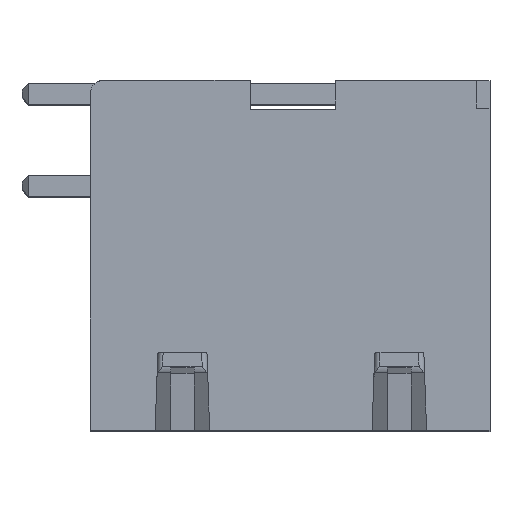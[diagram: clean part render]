
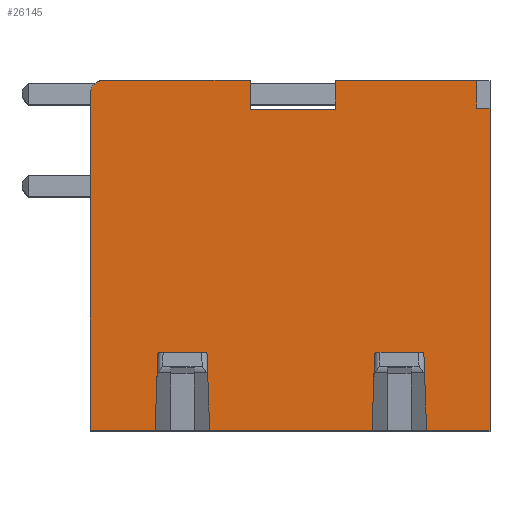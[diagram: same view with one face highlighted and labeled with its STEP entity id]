
A CAD part, top view. The second image highlights one B-rep face of the part: STEP entity #26145.
In plain terms, the highlighted planar face has unit normal (0, 0, 1).
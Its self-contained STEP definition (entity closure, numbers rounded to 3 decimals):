
#6617=DIRECTION('',(-1.,0.,0.));
#6618=VECTOR('',#6617,5.39);
#6619=CARTESIAN_POINT('',(11.703,13.3,33.7));
#6620=LINE('',#6619,#6618);
#6713=DIRECTION('',(0.,-1.,0.));
#6714=VECTOR('',#6713,1.092);
#6715=CARTESIAN_POINT('',(6.313,13.3,33.7));
#6716=LINE('',#6715,#6714);
#6789=DIRECTION('',(0.,1.,0.));
#6790=VECTOR('',#6789,1.092);
#6791=CARTESIAN_POINT('',(3.074,12.208,33.7));
#6792=LINE('',#6791,#6790);
#7021=DIRECTION('',(-1.,0.,0.));
#7022=VECTOR('',#7021,5.716);
#7023=CARTESIAN_POINT('',(3.074,13.3,33.7));
#7024=LINE('',#7023,#7022);
#7217=DIRECTION('',(0.,-1.,0.));
#7218=VECTOR('',#7217,0.02);
#7219=CARTESIAN_POINT('',(-2.641,13.3,33.7));
#7220=LINE('',#7219,#7218);
#8883=DIRECTION('',(-1.,0.,0.));
#8884=VECTOR('',#8883,3.238);
#8885=CARTESIAN_POINT('',(6.313,12.208,33.7));
#8886=LINE('',#8885,#8884);
#8887=DIRECTION('',(-0.035,-0.999,0.));
#8888=VECTOR('',#8887,2.716);
#8889=CARTESIAN_POINT('',(-0.443,2.714,33.7));
#8890=LINE('',#8889,#8888);
#8891=DIRECTION('',(-1.,0.,0.));
#8892=VECTOR('',#8891,2.463);
#8893=CARTESIAN_POINT('',(-0.537,0.,33.7));
#8894=LINE('',#8893,#8892);
#8895=DIRECTION('',(0.,1.,0.));
#8896=VECTOR('',#8895,12.8);
#8897=CARTESIAN_POINT('',(-3.,0.,33.7));
#8898=LINE('',#8897,#8896);
#8899=CARTESIAN_POINT('',(-2.5,12.8,33.7));
#8900=DIRECTION('',(0.,0.,-1.));
#8901=DIRECTION('',(-1.,0.,0.));
#8902=AXIS2_PLACEMENT_3D('',#8899,#8900,#8901);
#8904=DIRECTION('',(0.,-1.,0.));
#8905=VECTOR('',#8904,12.25);
#8906=CARTESIAN_POINT('',(12.2,12.25,33.7));
#8907=LINE('',#8906,#8905);
#8908=DIRECTION('',(-1.,0.,0.));
#8909=VECTOR('',#8908,2.413);
#8910=CARTESIAN_POINT('',(12.2,0.,33.7));
#8911=LINE('',#8910,#8909);
#8912=DIRECTION('',(-0.035,0.999,0.));
#8913=VECTOR('',#8912,2.716);
#8914=CARTESIAN_POINT('',(9.787,0.,33.7));
#8915=LINE('',#8914,#8913);
#8916=DIRECTION('',(-0.035,-0.999,0.));
#8917=VECTOR('',#8916,2.716);
#8918=CARTESIAN_POINT('',(7.807,2.714,33.7));
#8919=LINE('',#8918,#8917);
#8920=DIRECTION('',(-1.,0.,0.));
#8921=VECTOR('',#8920,6.175);
#8922=CARTESIAN_POINT('',(7.713,0.,33.7));
#8923=LINE('',#8922,#8921);
#8924=DIRECTION('',(-0.035,0.999,0.));
#8925=VECTOR('',#8924,2.716);
#8926=CARTESIAN_POINT('',(1.537,0.,33.7));
#8927=LINE('',#8926,#8925);
#8952=DIRECTION('',(1.,0.,0.));
#8953=VECTOR('',#8952,1.885);
#8954=CARTESIAN_POINT('',(-0.443,2.714,33.7));
#8955=LINE('',#8954,#8953);
#9109=DIRECTION('',(0.,1.,0.));
#9110=VECTOR('',#9109,1.05);
#9111=CARTESIAN_POINT('',(11.703,12.25,33.7));
#9112=LINE('',#9111,#9110);
#9125=DIRECTION('',(-1.,0.,0.));
#9126=VECTOR('',#9125,0.497);
#9127=CARTESIAN_POINT('',(12.2,12.25,33.7));
#9128=LINE('',#9127,#9126);
#9145=DIRECTION('',(1.,0.,0.));
#9146=VECTOR('',#9145,1.885);
#9147=CARTESIAN_POINT('',(7.807,2.714,33.7));
#9148=LINE('',#9147,#9146);
#9895=CARTESIAN_POINT('',(-3.,0.,33.7));
#9896=VERTEX_POINT('',#9895);
#9897=CARTESIAN_POINT('',(-0.537,0.,33.7));
#9898=VERTEX_POINT('',#9897);
#9903=CARTESIAN_POINT('',(1.537,0.,33.7));
#9904=VERTEX_POINT('',#9903);
#9905=CARTESIAN_POINT('',(7.713,0.,33.7));
#9906=VERTEX_POINT('',#9905);
#9911=CARTESIAN_POINT('',(9.787,0.,33.7));
#9912=VERTEX_POINT('',#9911);
#9913=CARTESIAN_POINT('',(12.2,0.,33.7));
#9914=VERTEX_POINT('',#9913);
#9995=CARTESIAN_POINT('',(12.2,12.25,33.7));
#9996=VERTEX_POINT('',#9995);
#10003=CARTESIAN_POINT('',(11.703,13.3,33.7));
#10004=VERTEX_POINT('',#10003);
#10005=CARTESIAN_POINT('',(6.313,13.3,33.7));
#10006=VERTEX_POINT('',#10005);
#10007=CARTESIAN_POINT('',(6.313,12.208,33.7));
#10008=VERTEX_POINT('',#10007);
#10017=CARTESIAN_POINT('',(3.074,12.208,33.7));
#10018=CARTESIAN_POINT('',(3.074,13.3,33.7));
#10019=VERTEX_POINT('',#10017);
#10020=VERTEX_POINT('',#10018);
#10029=CARTESIAN_POINT('',(-2.641,13.3,33.7));
#10030=VERTEX_POINT('',#10029);
#10031=CARTESIAN_POINT('',(-2.641,13.28,33.7));
#10032=VERTEX_POINT('',#10031);
#10061=CARTESIAN_POINT('',(-0.443,2.714,33.7));
#10062=VERTEX_POINT('',#10061);
#10063=CARTESIAN_POINT('',(-3.,12.8,33.7));
#10064=VERTEX_POINT('',#10063);
#10065=CARTESIAN_POINT('',(11.703,12.25,33.7));
#10066=VERTEX_POINT('',#10065);
#10067=CARTESIAN_POINT('',(9.693,2.714,33.7));
#10068=VERTEX_POINT('',#10067);
#10069=CARTESIAN_POINT('',(7.807,2.714,33.7));
#10070=VERTEX_POINT('',#10069);
#10071=CARTESIAN_POINT('',(1.443,2.714,33.7));
#10072=VERTEX_POINT('',#10071);
#26108=CARTESIAN_POINT('',(0.,0.,33.7));
#26109=DIRECTION('',(0.,0.,1.));
#26110=DIRECTION('',(1.,0.,0.));
#26111=AXIS2_PLACEMENT_3D('',#26108,#26109,#26110);
#26112=PLANE('',#26111);
#26114=ORIENTED_EDGE('',*,*,#26113,.T.);
#26115=ORIENTED_EDGE('',*,*,#13045,.T.);
#26117=ORIENTED_EDGE('',*,*,#26116,.T.);
#26119=ORIENTED_EDGE('',*,*,#26118,.T.);
#26120=ORIENTED_EDGE('',*,*,#23193,.F.);
#26121=ORIENTED_EDGE('',*,*,#23163,.F.);
#26122=ORIENTED_EDGE('',*,*,#22708,.F.);
#26123=ORIENTED_EDGE('',*,*,#26103,.F.);
#26124=ORIENTED_EDGE('',*,*,#22556,.F.);
#26125=ORIENTED_EDGE('',*,*,#22541,.F.);
#26127=ORIENTED_EDGE('',*,*,#26126,.F.);
#26129=ORIENTED_EDGE('',*,*,#26128,.F.);
#26130=ORIENTED_EDGE('',*,*,#22424,.T.);
#26131=ORIENTED_EDGE('',*,*,#13061,.T.);
#26133=ORIENTED_EDGE('',*,*,#26132,.T.);
#26135=ORIENTED_EDGE('',*,*,#26134,.F.);
#26137=ORIENTED_EDGE('',*,*,#26136,.T.);
#26138=ORIENTED_EDGE('',*,*,#13053,.T.);
#26140=ORIENTED_EDGE('',*,*,#26139,.T.);
#26142=ORIENTED_EDGE('',*,*,#26141,.F.);
#26143=EDGE_LOOP('',(#26114,#26115,#26117,#26119,#26120,#26121,#26122,#26123,
#26124,#26125,#26127,#26129,#26130,#26131,#26133,#26135,#26137,#26138,#26140,
#26142));
#26144=FACE_OUTER_BOUND('',#26143,.F.);
#26145=ADVANCED_FACE('',(#26144),#26112,.T.);
#8903=CIRCLE('',#8902,0.5);
#13045=EDGE_CURVE('',#9898,#9896,#8894,.T.);
#13053=EDGE_CURVE('',#9906,#9904,#8923,.T.);
#13061=EDGE_CURVE('',#9914,#9912,#8911,.T.);
#22424=EDGE_CURVE('',#9996,#9914,#8907,.T.);
#22541=EDGE_CURVE('',#10004,#10006,#6620,.T.);
#22556=EDGE_CURVE('',#10006,#10008,#6716,.T.);
#22708=EDGE_CURVE('',#10019,#10020,#6792,.T.);
#23163=EDGE_CURVE('',#10020,#10030,#7024,.T.);
#23193=EDGE_CURVE('',#10030,#10032,#7220,.T.);
#26103=EDGE_CURVE('',#10008,#10019,#8886,.T.);
#26113=EDGE_CURVE('',#10062,#9898,#8890,.T.);
#26116=EDGE_CURVE('',#9896,#10064,#8898,.T.);
#26118=EDGE_CURVE('',#10064,#10032,#8903,.T.);
#26126=EDGE_CURVE('',#10066,#10004,#9112,.T.);
#26128=EDGE_CURVE('',#9996,#10066,#9128,.T.);
#26132=EDGE_CURVE('',#9912,#10068,#8915,.T.);
#26134=EDGE_CURVE('',#10070,#10068,#9148,.T.);
#26136=EDGE_CURVE('',#10070,#9906,#8919,.T.);
#26139=EDGE_CURVE('',#9904,#10072,#8927,.T.);
#26141=EDGE_CURVE('',#10062,#10072,#8955,.T.);
